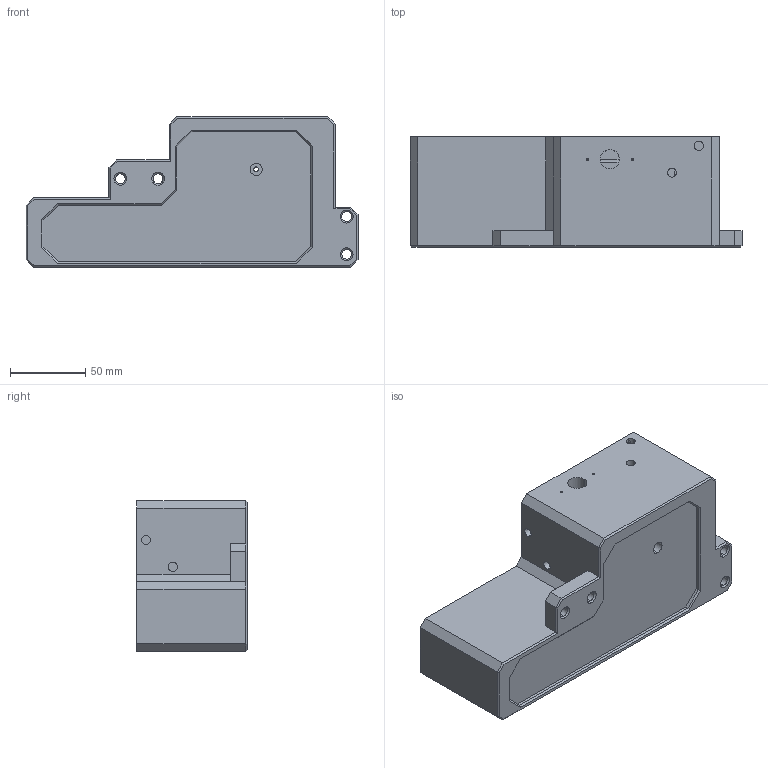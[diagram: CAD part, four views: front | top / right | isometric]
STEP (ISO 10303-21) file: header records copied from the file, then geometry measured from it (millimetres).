
FILE_DESCRIPTION (( 'STEP AP203' ), '1' );
FILE_NAME ('21-CouplingBox .STEP', '2021-07-30T09:40:04', ( '' ), ( '' ), 'SwSTEP 2.0', 'SolidWorks 2020', '' );
FILE_SCHEMA (( 'CONFIG_CONTROL_DESIGN' ));
Length unit declared in the file: millimetre
Products named in the file (1): 21-CouplingBox 
Bounding box: 220 x 73.2 x 100 mm (x, y, z)
Volume: 834529.4 mm3; surface area: 96413.5 mm2
Topology: 1 solids, 1 shells, 173 faces, 441 edges, 263 vertices
Faces by surface type: plane 92, cylinder 51, cone 30
Entity records: 5143 total; most frequent: CARTESIAN_POINT 888, DIRECTION 874, ORIENTED_EDGE 838, EDGE_CURVE 419, LINE 308, VECTOR 308, AXIS2_PLACEMENT_3D 283, VERTEX_POINT 263
